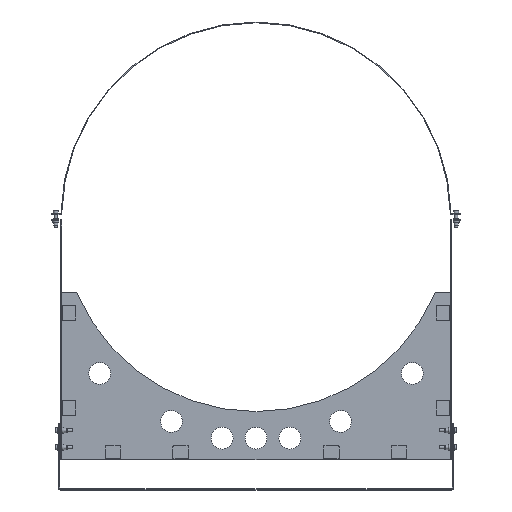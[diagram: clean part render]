
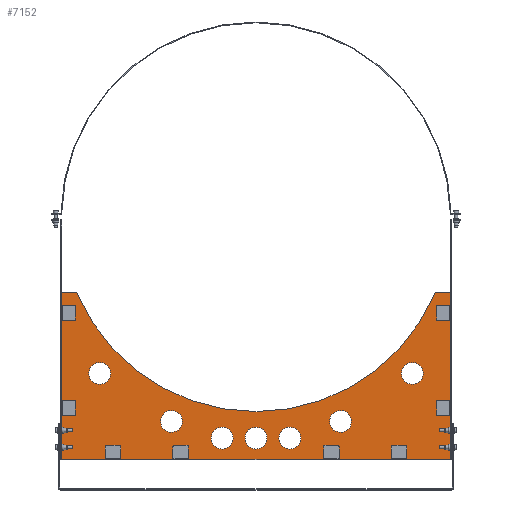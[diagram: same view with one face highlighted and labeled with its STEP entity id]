
A CAD part, top view. The second image highlights one B-rep face of the part: STEP entity #7152.
In plain terms, the highlighted planar face has unit normal (0, 0, 1).
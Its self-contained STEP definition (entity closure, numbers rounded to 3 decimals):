
#387=PLANE('',#7754);
#881=LINE('',#11358,#1497);
#892=LINE('',#11403,#1508);
#896=LINE('',#11417,#1512);
#897=LINE('',#11419,#1513);
#898=LINE('',#11421,#1514);
#1497=VECTOR('',#9336,340.5);
#1508=VECTOR('',#9381,340.5);
#1512=VECTOR('',#9399,27.634);
#1513=VECTOR('',#9402,27.634);
#1514=VECTOR('',#9405,800.);
#1794=FACE_BOUND('',#2622,.T.);
#1795=FACE_BOUND('',#2623,.T.);
#1796=FACE_BOUND('',#2624,.T.);
#1797=FACE_BOUND('',#2625,.T.);
#1798=FACE_BOUND('',#2626,.T.);
#1799=FACE_BOUND('',#2627,.T.);
#1800=FACE_BOUND('',#2628,.T.);
#2121=FACE_OUTER_BOUND('',#2621,.T.);
#2621=EDGE_LOOP('',(#5834,#5835,#5836,#5837,#5838,#5839,#5840,#5841,#5842,
#5843,#5844,#5845));
#2622=EDGE_LOOP('',(#5846));
#2623=EDGE_LOOP('',(#5847));
#2624=EDGE_LOOP('',(#5848));
#2625=EDGE_LOOP('',(#5849));
#2626=EDGE_LOOP('',(#5850));
#2627=EDGE_LOOP('',(#5851));
#2628=EDGE_LOOP('',(#5852));
#2955=CIRCLE('',#7708,22.5);
#2957=CIRCLE('',#7711,22.5);
#2959=CIRCLE('',#7714,22.5);
#2961=CIRCLE('',#7717,22.5);
#2963=CIRCLE('',#7720,22.5);
#2965=CIRCLE('',#7723,22.5);
#2967=CIRCLE('',#7726,3.);
#2975=CIRCLE('',#7737,3.);
#2976=CIRCLE('',#7739,401.5);
#2977=CIRCLE('',#7741,3.);
#2978=CIRCLE('',#7743,3.);
#2979=CIRCLE('',#7746,3.);
#2980=CIRCLE('',#7748,3.);
#2981=CIRCLE('',#7750,22.5);
#3454=VERTEX_POINT('',#11317);
#3456=VERTEX_POINT('',#11322);
#3458=VERTEX_POINT('',#11327);
#3460=VERTEX_POINT('',#11332);
#3462=VERTEX_POINT('',#11337);
#3464=VERTEX_POINT('',#11342);
#3467=VERTEX_POINT('',#11348);
#3468=VERTEX_POINT('',#11350);
#3470=VERTEX_POINT('',#11356);
#3481=VERTEX_POINT('',#11382);
#3482=VERTEX_POINT('',#11383);
#3483=VERTEX_POINT('',#11388);
#3484=VERTEX_POINT('',#11392);
#3485=VERTEX_POINT('',#11396);
#3486=VERTEX_POINT('',#11397);
#3487=VERTEX_POINT('',#11402);
#3488=VERTEX_POINT('',#11406);
#3489=VERTEX_POINT('',#11410);
#3490=VERTEX_POINT('',#11414);
#4256=EDGE_CURVE('',#3454,#3454,#2955,.T.);
#4258=EDGE_CURVE('',#3456,#3456,#2957,.T.);
#4260=EDGE_CURVE('',#3458,#3458,#2959,.T.);
#4262=EDGE_CURVE('',#3460,#3460,#2961,.T.);
#4264=EDGE_CURVE('',#3462,#3462,#2963,.T.);
#4266=EDGE_CURVE('',#3464,#3464,#2965,.T.);
#4269=EDGE_CURVE('',#3467,#3468,#2967,.T.);
#4273=EDGE_CURVE('',#3470,#3467,#881,.T.);
#4285=EDGE_CURVE('',#3481,#3482,#2975,.T.);
#4288=EDGE_CURVE('',#3483,#3482,#2976,.T.);
#4290=EDGE_CURVE('',#3483,#3484,#2977,.T.);
#4292=EDGE_CURVE('',#3485,#3486,#2978,.T.);
#4295=EDGE_CURVE('',#3486,#3487,#892,.T.);
#4297=EDGE_CURVE('',#3487,#3488,#2979,.T.);
#4299=EDGE_CURVE('',#3489,#3470,#2980,.T.);
#4301=EDGE_CURVE('',#3490,#3490,#2981,.T.);
#4302=EDGE_CURVE('',#3485,#3484,#896,.T.);
#4303=EDGE_CURVE('',#3481,#3468,#897,.T.);
#4304=EDGE_CURVE('',#3488,#3489,#898,.T.);
#5834=ORIENTED_EDGE('',*,*,#4269,.F.);
#5835=ORIENTED_EDGE('',*,*,#4273,.F.);
#5836=ORIENTED_EDGE('',*,*,#4299,.F.);
#5837=ORIENTED_EDGE('',*,*,#4304,.F.);
#5838=ORIENTED_EDGE('',*,*,#4297,.F.);
#5839=ORIENTED_EDGE('',*,*,#4295,.F.);
#5840=ORIENTED_EDGE('',*,*,#4292,.F.);
#5841=ORIENTED_EDGE('',*,*,#4302,.T.);
#5842=ORIENTED_EDGE('',*,*,#4290,.F.);
#5843=ORIENTED_EDGE('',*,*,#4288,.T.);
#5844=ORIENTED_EDGE('',*,*,#4285,.F.);
#5845=ORIENTED_EDGE('',*,*,#4303,.T.);
#5846=ORIENTED_EDGE('',*,*,#4256,.T.);
#5847=ORIENTED_EDGE('',*,*,#4258,.T.);
#5848=ORIENTED_EDGE('',*,*,#4260,.T.);
#5849=ORIENTED_EDGE('',*,*,#4262,.T.);
#5850=ORIENTED_EDGE('',*,*,#4264,.T.);
#5851=ORIENTED_EDGE('',*,*,#4266,.T.);
#5852=ORIENTED_EDGE('',*,*,#4301,.T.);
#7152=ADVANCED_FACE('',(#2121,#1794,#1795,#1796,#1797,#1798,#1799,#1800),
#387,.T.);
#7708=AXIS2_PLACEMENT_3D('',#11318,#9292,#9293);
#7711=AXIS2_PLACEMENT_3D('',#11323,#9298,#9299);
#7714=AXIS2_PLACEMENT_3D('',#11328,#9304,#9305);
#7717=AXIS2_PLACEMENT_3D('',#11333,#9310,#9311);
#7720=AXIS2_PLACEMENT_3D('',#11338,#9316,#9317);
#7723=AXIS2_PLACEMENT_3D('',#11343,#9322,#9323);
#7726=AXIS2_PLACEMENT_3D('',#11351,#9329,#9330);
#7737=AXIS2_PLACEMENT_3D('',#11384,#9359,#9360);
#7739=AXIS2_PLACEMENT_3D('',#11389,#9365,#9366);
#7741=AXIS2_PLACEMENT_3D('',#11393,#9370,#9371);
#7743=AXIS2_PLACEMENT_3D('',#11398,#9375,#9376);
#7746=AXIS2_PLACEMENT_3D('',#11407,#9385,#9386);
#7748=AXIS2_PLACEMENT_3D('',#11411,#9390,#9391);
#7750=AXIS2_PLACEMENT_3D('',#11415,#9395,#9396);
#7754=AXIS2_PLACEMENT_3D('',#11422,#9406,#9407);
#9292=DIRECTION('center_axis',(0.,0.,-1.));
#9293=DIRECTION('ref_axis',(-1.,0.,0.));
#9298=DIRECTION('center_axis',(0.,0.,-1.));
#9299=DIRECTION('ref_axis',(-1.,0.,0.));
#9304=DIRECTION('center_axis',(0.,0.,-1.));
#9305=DIRECTION('ref_axis',(-0.707,0.707,0.));
#9310=DIRECTION('center_axis',(0.,0.,-1.));
#9311=DIRECTION('ref_axis',(-0.707,-0.707,0.));
#9316=DIRECTION('center_axis',(0.,0.,-1.));
#9317=DIRECTION('ref_axis',(-0.924,0.383,0.));
#9322=DIRECTION('center_axis',(0.,0.,-1.));
#9323=DIRECTION('ref_axis',(-0.924,-0.383,0.));
#9329=DIRECTION('center_axis',(0.,0.,-1.));
#9330=DIRECTION('ref_axis',(-0.707,0.707,0.));
#9336=DIRECTION('',(0.,1.,0.));
#9359=DIRECTION('center_axis',(0.,0.,-1.));
#9360=DIRECTION('ref_axis',(0.552,0.834,0.));
#9365=DIRECTION('center_axis',(0.,0.,-1.));
#9366=DIRECTION('ref_axis',(-1.,0.,0.));
#9370=DIRECTION('center_axis',(0.,0.,-1.));
#9371=DIRECTION('ref_axis',(-0.552,0.834,0.));
#9375=DIRECTION('center_axis',(0.,0.,-1.));
#9376=DIRECTION('ref_axis',(0.707,0.707,0.));
#9381=DIRECTION('',(0.,-1.,0.));
#9385=DIRECTION('center_axis',(0.,0.,-1.));
#9386=DIRECTION('ref_axis',(0.707,-0.707,0.));
#9390=DIRECTION('center_axis',(0.,0.,-1.));
#9391=DIRECTION('ref_axis',(-0.707,-0.707,0.));
#9395=DIRECTION('center_axis',(0.,0.,-1.));
#9396=DIRECTION('ref_axis',(-1.,0.,0.));
#9399=DIRECTION('',(-1.,0.,0.));
#9402=DIRECTION('',(-1.,0.,0.));
#9405=DIRECTION('',(-1.,0.,0.));
#9406=DIRECTION('center_axis',(0.,0.,1.));
#9407=DIRECTION('ref_axis',(1.,0.,0.));
#11317=CARTESIAN_POINT('',(92.5,-456.5,1.5));
#11318=CARTESIAN_POINT('Origin',(70.,-456.5,1.5));
#11322=CARTESIAN_POINT('',(-47.5,-456.5,1.5));
#11323=CARTESIAN_POINT('Origin',(-70.,-456.5,1.5));
#11327=CARTESIAN_POINT('',(-306.884,-338.704,1.5));
#11328=CARTESIAN_POINT('Origin',(-322.794,-322.794,1.5));
#11332=CARTESIAN_POINT('',(338.704,-306.884,1.5));
#11333=CARTESIAN_POINT('Origin',(322.794,-322.794,1.5));
#11337=CARTESIAN_POINT('',(-153.908,-430.361,1.5));
#11338=CARTESIAN_POINT('Origin',(-174.695,-421.751,1.5));
#11342=CARTESIAN_POINT('',(195.482,-413.141,1.5));
#11343=CARTESIAN_POINT('Origin',(174.695,-421.751,1.5));
#11348=CARTESIAN_POINT('',(-403.,-158.,1.5));
#11350=CARTESIAN_POINT('',(-400.,-155.,1.5));
#11351=CARTESIAN_POINT('Origin',(-400.,-158.,1.5));
#11356=CARTESIAN_POINT('',(-403.,-498.5,1.5));
#11358=CARTESIAN_POINT('',(-403.,0.,1.5));
#11382=CARTESIAN_POINT('',(-372.366,-155.,1.5));
#11383=CARTESIAN_POINT('',(-369.604,-156.828,1.5));
#11384=CARTESIAN_POINT('Origin',(-372.366,-158.,1.5));
#11388=CARTESIAN_POINT('',(369.604,-156.828,1.5));
#11389=CARTESIAN_POINT('Origin',(0.,0.,1.5));
#11392=CARTESIAN_POINT('',(372.366,-155.,1.5));
#11393=CARTESIAN_POINT('Origin',(372.366,-158.,1.5));
#11396=CARTESIAN_POINT('',(400.,-155.,1.5));
#11397=CARTESIAN_POINT('',(403.,-158.,1.5));
#11398=CARTESIAN_POINT('Origin',(400.,-158.,1.5));
#11402=CARTESIAN_POINT('',(403.,-498.5,1.5));
#11403=CARTESIAN_POINT('',(403.,-501.5,1.5));
#11406=CARTESIAN_POINT('',(400.,-501.5,1.5));
#11407=CARTESIAN_POINT('Origin',(400.,-498.5,1.5));
#11410=CARTESIAN_POINT('',(-400.,-501.5,1.5));
#11411=CARTESIAN_POINT('Origin',(-400.,-498.5,1.5));
#11414=CARTESIAN_POINT('',(22.5,-456.5,1.5));
#11415=CARTESIAN_POINT('Origin',(0.,-456.5,1.5));
#11417=CARTESIAN_POINT('',(201.5,-155.,1.5));
#11419=CARTESIAN_POINT('',(201.5,-155.,1.5));
#11421=CARTESIAN_POINT('',(-403.,-501.5,1.5));
#11422=CARTESIAN_POINT('Origin',(0.,-250.75,1.5));
